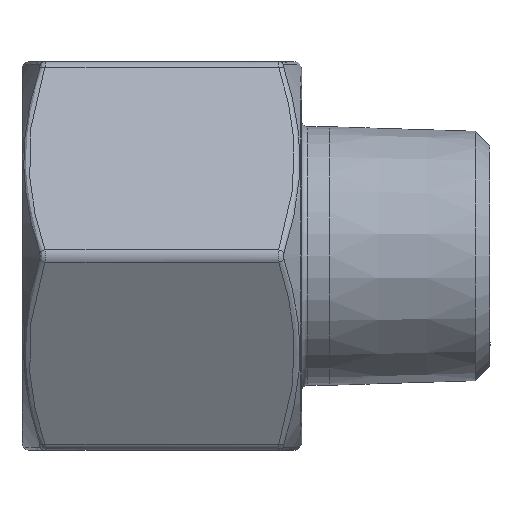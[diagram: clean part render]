
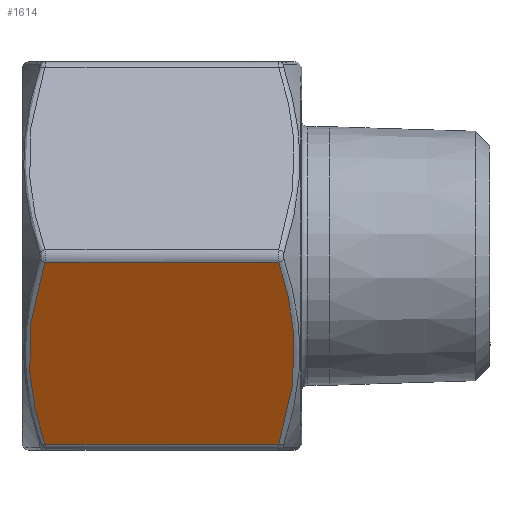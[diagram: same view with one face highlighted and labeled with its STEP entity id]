
A CAD part, front view. The second image highlights one B-rep face of the part: STEP entity #1614.
In plain terms, the highlighted planar face has unit normal (0, -0.866, -0.5).
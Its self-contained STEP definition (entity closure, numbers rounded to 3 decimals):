
#181 = CARTESIAN_POINT ( 'NONE',  ( 21.519, -10.234, -14.274 ) ) ;
#982 = VECTOR ( 'NONE', #1570, 1000. ) ;
#1056 = CARTESIAN_POINT ( 'NONE',  ( 1.154, -16.766, -2.96 ) ) ;
#1241 = B_SPLINE_CURVE_WITH_KNOTS ( 'NONE', 3,
 ( #12210, #14406, #1056, #7855, #9995, #10063, #7922, #7783, #14552, #4307, #6590, #8806 ),
 .UNSPECIFIED., .F., .F.,
 ( 4, 2, 2, 2, 2, 4 ),
 ( 0., 0.004, 0.009, 0.011, 0.013, 0.017 ),
 .UNSPECIFIED. ) ;
#1294 = DIRECTION ( 'NONE',  ( 0., -0.866, -0.5 ) ) ;
#1324 = ORIENTED_EDGE ( 'NONE', *, *, #2569, .T. ) ;
#1439 = VERTEX_POINT ( 'NONE', #11796 ) ;
#1570 = DIRECTION ( 'NONE',  ( -1., 0., 0. ) ) ;
#1614 = ADVANCED_FACE ( 'NONE', ( #13200 ), #14449, .T. ) ;
#1709 = EDGE_CURVE ( 'NONE', #1439, #11984, #1241, .T. ) ;
#2569 = EDGE_CURVE ( 'NONE', #5405, #1439, #8303, .T. ) ;
#2614 = CARTESIAN_POINT ( 'NONE',  ( 21.121, -18.187, -0.5 ) ) ;
#3304 = CARTESIAN_POINT ( 'NONE',  ( 22.421, -13.111, -9.29 ) ) ;
#3518 = VECTOR ( 'NONE', #13185, 1000. ) ;
#3602 = VERTEX_POINT ( 'NONE', #12374 ) ;
#4307 = CARTESIAN_POINT ( 'NONE',  ( 1.152, -10.95, -13.035 ) ) ;
#4415 = EDGE_CURVE ( 'NONE', #3602, #5405, #5138, .T. ) ;
#4476 = CARTESIAN_POINT ( 'NONE',  ( 11.5, -9.238, -16. ) ) ;
#4668 = CARTESIAN_POINT ( 'NONE',  ( 22.275, -15.315, -5.474 ) ) ;
#4723 = ORIENTED_EDGE ( 'NONE', *, *, #8724, .T. ) ;
#4993 = EDGE_LOOP ( 'NONE', ( #4723, #11700, #1324, #13524 ) ) ;
#5138 = B_SPLINE_CURVE_WITH_KNOTS ( 'NONE', 3,
 ( #6903, #181, #13473, #6975, #3304, #5800, #13553, #4668, #5517, #8090, #9172, #13691 ),
 .UNSPECIFIED., .F., .F.,
 ( 4, 2, 2, 2, 2, 4 ),
 ( 0., 0.004, 0.009, 0.011, 0.013, 0.017 ),
 .UNSPECIFIED. ) ;
#5405 = VERTEX_POINT ( 'NONE', #2614 ) ;
#5517 = CARTESIAN_POINT ( 'NONE',  ( 22.187, -15.679, -4.844 ) ) ;
#5800 = CARTESIAN_POINT ( 'NONE',  ( 22.423, -14.213, -7.382 ) ) ;
#6535 = AXIS2_PLACEMENT_3D ( 'NONE', #4476, #1294, #10097 ) ;
#6590 = CARTESIAN_POINT ( 'NONE',  ( 1.48, -10.235, -14.272 ) ) ;
#6690 = CARTESIAN_POINT ( 'NONE',  ( 11.5, -9.526, -15.5 ) ) ;
#6903 = CARTESIAN_POINT ( 'NONE',  ( 21.121, -9.526, -15.5 ) ) ;
#6975 = CARTESIAN_POINT ( 'NONE',  ( 22.298, -12.385, -10.548 ) ) ;
#7729 = CARTESIAN_POINT ( 'NONE',  ( 1.879, -9.526, -15.5 ) ) ;
#7783 = CARTESIAN_POINT ( 'NONE',  ( 0.725, -12.398, -10.526 ) ) ;
#7855 = CARTESIAN_POINT ( 'NONE',  ( 0.702, -15.328, -5.452 ) ) ;
#7922 = CARTESIAN_POINT ( 'NONE',  ( 0.607, -13.13, -9.259 ) ) ;
#8090 = CARTESIAN_POINT ( 'NONE',  ( 21.848, -16.763, -2.965 ) ) ;
#8303 = LINE ( 'NONE', #11689, #982 ) ;
#8724 = EDGE_CURVE ( 'NONE', #11984, #3602, #13330, .T. ) ;
#8806 = CARTESIAN_POINT ( 'NONE',  ( 1.879, -9.526, -15.5 ) ) ;
#9172 = CARTESIAN_POINT ( 'NONE',  ( 21.52, -17.478, -1.728 ) ) ;
#9995 = CARTESIAN_POINT ( 'NONE',  ( 0.579, -14.601, -6.71 ) ) ;
#10063 = CARTESIAN_POINT ( 'NONE',  ( 0.577, -13.5, -8.618 ) ) ;
#10097 = DIRECTION ( 'NONE',  ( 0., -0.5, 0.866 ) ) ;
#11689 = CARTESIAN_POINT ( 'NONE',  ( 11.5, -18.187, -0.5 ) ) ;
#11700 = ORIENTED_EDGE ( 'NONE', *, *, #4415, .T. ) ;
#11796 = CARTESIAN_POINT ( 'NONE',  ( 1.879, -18.187, -0.5 ) ) ;
#11984 = VERTEX_POINT ( 'NONE', #7729 ) ;
#12210 = CARTESIAN_POINT ( 'NONE',  ( 1.879, -18.187, -0.5 ) ) ;
#12374 = CARTESIAN_POINT ( 'NONE',  ( 21.121, -9.526, -15.5 ) ) ;
#13185 = DIRECTION ( 'NONE',  ( 1., 0., 0. ) ) ;
#13200 = FACE_OUTER_BOUND ( 'NONE', #4993, .T. ) ;
#13330 = LINE ( 'NONE', #6690, #3518 ) ;
#13473 = CARTESIAN_POINT ( 'NONE',  ( 21.846, -10.946, -13.04 ) ) ;
#13524 = ORIENTED_EDGE ( 'NONE', *, *, #1709, .T. ) ;
#13553 = CARTESIAN_POINT ( 'NONE',  ( 22.393, -14.583, -6.741 ) ) ;
#13691 = CARTESIAN_POINT ( 'NONE',  ( 21.121, -18.187, -0.5 ) ) ;
#14406 = CARTESIAN_POINT ( 'NONE',  ( 1.481, -17.479, -1.726 ) ) ;
#14449 = PLANE ( 'NONE',  #6535 ) ;
#14552 = CARTESIAN_POINT ( 'NONE',  ( 0.813, -12.034, -11.156 ) ) ;
